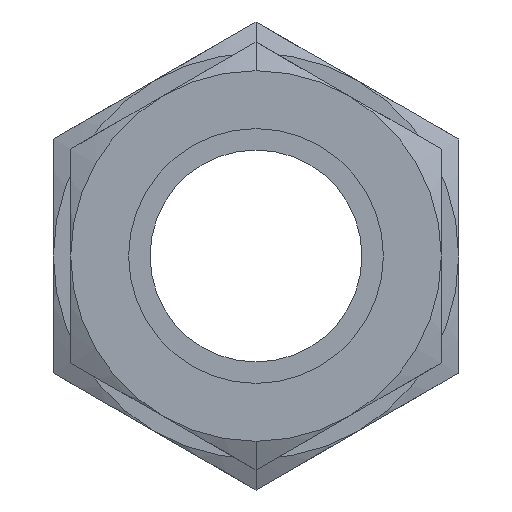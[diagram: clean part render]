
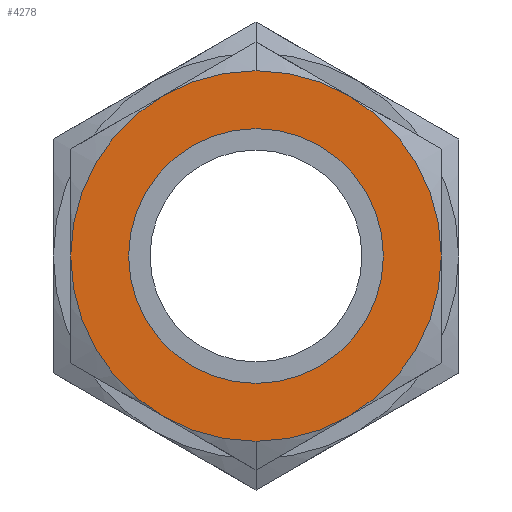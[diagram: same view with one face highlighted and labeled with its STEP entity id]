
A CAD part, left-side view. The second image highlights one B-rep face of the part: STEP entity #4278.
In plain terms, the highlighted planar face has unit normal (-1, 0, 0).
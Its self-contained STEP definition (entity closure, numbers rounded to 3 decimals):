
#93 = DIRECTION ( 'NONE',  ( 0., 0., 1. ) ) ;
#195 = CARTESIAN_POINT ( 'NONE',  ( 0., 0., -16. ) ) ;
#327 = EDGE_LOOP ( 'NONE', ( #4311, #2718 ) ) ;
#380 = DIRECTION ( 'NONE',  ( 0., 0., 1. ) ) ;
#640 = DIRECTION ( 'NONE',  ( 0., 0., -1. ) ) ;
#644 = CIRCLE ( 'NONE', #9549, 11. ) ;
#809 = FACE_OUTER_BOUND ( 'NONE', #1194, .T. ) ;
#1194 = EDGE_LOOP ( 'NONE', ( #2559, #6814 ) ) ;
#1248 = DIRECTION ( 'NONE',  ( 0., 0., -1. ) ) ;
#1596 = AXIS2_PLACEMENT_3D ( 'NONE', #4524, #3044, #8355 ) ;
#1631 = DIRECTION ( 'NONE',  ( 1., 0., 0. ) ) ;
#1708 = EDGE_CURVE ( 'NONE', #4981, #4795, #5355, .T. ) ;
#2191 = DIRECTION ( 'NONE',  ( 1., 0., 0. ) ) ;
#2362 = CIRCLE ( 'NONE', #3299, 16. ) ;
#2559 = ORIENTED_EDGE ( 'NONE', *, *, #3097, .F. ) ;
#2618 = CARTESIAN_POINT ( 'NONE',  ( 0., 0., 0. ) ) ;
#2718 = ORIENTED_EDGE ( 'NONE', *, *, #8453, .T. ) ;
#2836 = CARTESIAN_POINT ( 'NONE',  ( 0., 0., 0. ) ) ;
#2901 = EDGE_CURVE ( 'NONE', #3040, #3656, #9129, .T. ) ;
#3040 = VERTEX_POINT ( 'NONE', #195 ) ;
#3044 = DIRECTION ( 'NONE',  ( -1., 0., 0. ) ) ;
#3090 = FACE_BOUND ( 'NONE', #327, .T. ) ;
#3097 = EDGE_CURVE ( 'NONE', #3656, #3040, #2362, .T. ) ;
#3286 = AXIS2_PLACEMENT_3D ( 'NONE', #2836, #8046, #1248 ) ;
#3299 = AXIS2_PLACEMENT_3D ( 'NONE', #2618, #3455, #380 ) ;
#3455 = DIRECTION ( 'NONE',  ( 1., 0., 0. ) ) ;
#3656 = VERTEX_POINT ( 'NONE', #5750 ) ;
#3857 = CARTESIAN_POINT ( 'NONE',  ( 0., 0., 0. ) ) ;
#3923 = PLANE ( 'NONE',  #1596 ) ;
#4278 = ADVANCED_FACE ( 'NONE', ( #3090, #809 ), #3923, .T. ) ;
#4311 = ORIENTED_EDGE ( 'NONE', *, *, #1708, .T. ) ;
#4524 = CARTESIAN_POINT ( 'NONE',  ( 0., 0., 8. ) ) ;
#4795 = VERTEX_POINT ( 'NONE', #7285 ) ;
#4824 = AXIS2_PLACEMENT_3D ( 'NONE', #8993, #2191, #640 ) ;
#4981 = VERTEX_POINT ( 'NONE', #5774 ) ;
#5355 = CIRCLE ( 'NONE', #3286, 11. ) ;
#5750 = CARTESIAN_POINT ( 'NONE',  ( 0., 0., 16. ) ) ;
#5774 = CARTESIAN_POINT ( 'NONE',  ( 0., 0., -11. ) ) ;
#6814 = ORIENTED_EDGE ( 'NONE', *, *, #2901, .F. ) ;
#7285 = CARTESIAN_POINT ( 'NONE',  ( 0., 0., 11. ) ) ;
#8046 = DIRECTION ( 'NONE',  ( 1., 0., 0. ) ) ;
#8355 = DIRECTION ( 'NONE',  ( 0., 0., 1. ) ) ;
#8453 = EDGE_CURVE ( 'NONE', #4795, #4981, #644, .T. ) ;
#8993 = CARTESIAN_POINT ( 'NONE',  ( 0., 0., 0. ) ) ;
#9129 = CIRCLE ( 'NONE', #4824, 16. ) ;
#9549 = AXIS2_PLACEMENT_3D ( 'NONE', #3857, #1631, #93 ) ;
